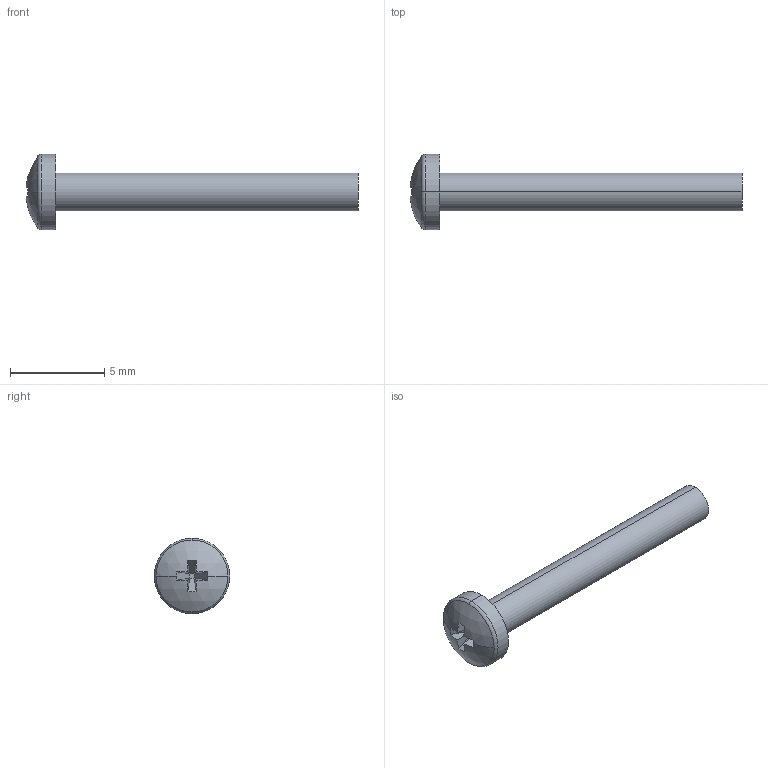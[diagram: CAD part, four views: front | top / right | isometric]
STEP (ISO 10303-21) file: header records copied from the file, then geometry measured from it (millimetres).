
FILE_DESCRIPTION (( 'STEP AP214' ), '1' );
FILE_NAME ('M2 x 16 Screw head.STEP', '2023-03-23T04:21:54', ( '' ), ( '' ), 'SwSTEP 2.0', 'SolidWorks 2022', '' );
FILE_SCHEMA (( 'AUTOMOTIVE_DESIGN' ));
Length unit declared in the file: millimetre
Products named in the file (1): M2 x 16 Screw head
Bounding box: 17.58 x 4 x 4 mm (x, y, z)
Volume: 65.4 mm3; surface area: 141.7 mm2
Topology: 1 solids, 1 shells, 23 faces, 50 edges, 30 vertices
Faces by surface type: plane 15, cylinder 4, torus 2, sphere 2
Entity records: 921 total; most frequent: DIRECTION 128, CARTESIAN_POINT 104, ORIENTED_EDGE 100, AXIS2_PLACEMENT_3D 54, EDGE_CURVE 50, VERTEX_POINT 30, CIRCLE 30, UNCERTAINTY_MEASURE_WITH_UNIT 26
